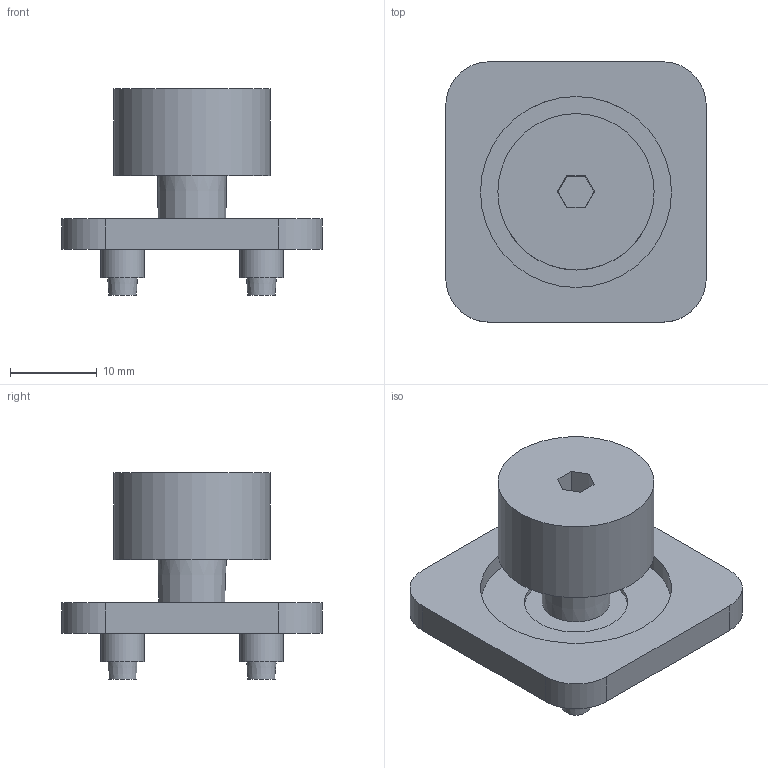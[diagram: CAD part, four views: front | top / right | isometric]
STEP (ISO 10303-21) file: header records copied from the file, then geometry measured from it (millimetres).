
FILE_DESCRIPTION(/* description */ (''),/* implementation_level */ '2;1');
FILE_NAME(/* name */ 'TestAS5600Coppette v5.step',/* time_stamp */ '2025-04-09T00:07:02+02:00',/* author */ (''),/* organization */ (''),/* preprocessor_version */ 'ST-DEVELOPER v20.1',/* originating_system */ 'Autodesk Translation Framework v14.4.0.0',/* authorisation */ '');
FILE_SCHEMA (('AUTOMOTIVE_DESIGN { 1 0 10303 214 3 1 1 }'));
Length unit declared in the file: millimetre
Products named in the file (1): TestAS5600Coppette
Bounding box: 30 x 30 x 23.8 mm (x, y, z)
Volume: 5343.1 mm3; surface area: 4102 mm2
Topology: 2 solids, 2 shells, 45 faces, 83 edges, 55 vertices
Faces by surface type: plane 27, cylinder 12, cone 6
Full cylindrical faces by diameter (mm): 4.4 x1, 5 x4, 11.9 x1, 18 x1, 22 x1
Entity records: 1184 total; most frequent: DIRECTION 210, CARTESIAN_POINT 184, ORIENTED_EDGE 166, EDGE_CURVE 83, AXIS2_PLACEMENT_3D 81, EDGE_LOOP 58, VERTEX_POINT 55, LINE 48
